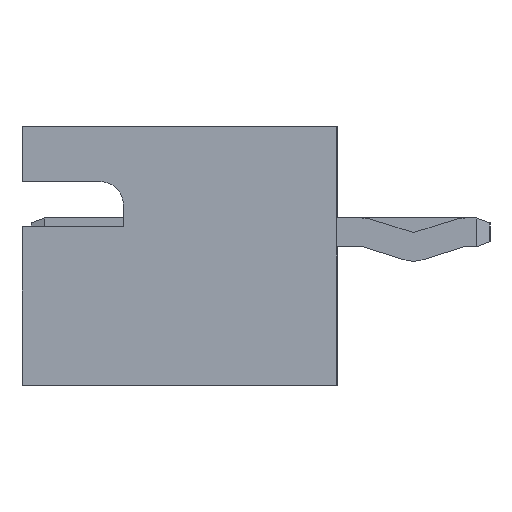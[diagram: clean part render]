
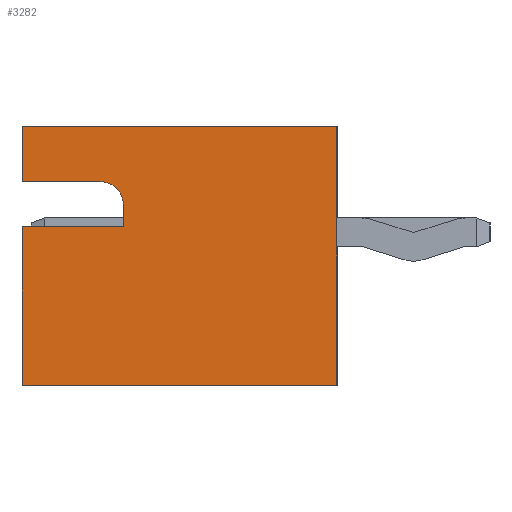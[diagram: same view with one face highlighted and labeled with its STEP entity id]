
A CAD part, left-side view. The second image highlights one B-rep face of the part: STEP entity #3282.
In plain terms, the highlighted face is planar.
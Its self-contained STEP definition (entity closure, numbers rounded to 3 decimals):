
#64 = CARTESIAN_POINT ( 'NONE',  ( 7.45, 7., -0.125 ) ) ;
#124 = EDGE_CURVE ( 'NONE', #3587, #504, #1795, .T. ) ;
#131 = CARTESIAN_POINT ( 'NONE',  ( 7.45, 7., 3.4 ) ) ;
#237 = DIRECTION ( 'NONE',  ( 0., -1., 0. ) ) ;
#297 = VECTOR ( 'NONE', #1160, 1000. ) ;
#455 = CARTESIAN_POINT ( 'NONE',  ( 7.45, 4.75, -0.125 ) ) ;
#504 = VERTEX_POINT ( 'NONE', #3593 ) ;
#571 = EDGE_LOOP ( 'NONE', ( #2393, #3636, #2873, #4495, #4471, #2083, #1046, #1993, #3786 ) ) ;
#685 = CARTESIAN_POINT ( 'NONE',  ( 7.45, 7., -0.125 ) ) ;
#695 = CARTESIAN_POINT ( 'NONE',  ( 7.45, 7., -2.35 ) ) ;
#738 = FACE_OUTER_BOUND ( 'NONE', #571, .T. ) ;
#762 = EDGE_CURVE ( 'NONE', #3532, #2787, #3074, .T. ) ;
#798 = VECTOR ( 'NONE', #237, 1000. ) ;
#834 = VERTEX_POINT ( 'NONE', #1223 ) ;
#981 = VERTEX_POINT ( 'NONE', #64 ) ;
#1000 = CARTESIAN_POINT ( 'NONE',  ( 7.45, 5.25, -1.125 ) ) ;
#1046 = ORIENTED_EDGE ( 'NONE', *, *, #124, .F. ) ;
#1160 = DIRECTION ( 'NONE',  ( 0., 0., 1. ) ) ;
#1223 = CARTESIAN_POINT ( 'NONE',  ( 7.45, 7., -1.125 ) ) ;
#1503 = DIRECTION ( 'NONE',  ( 0., 0., -1. ) ) ;
#1529 = DIRECTION ( 'NONE',  ( 1., 0., 0. ) ) ;
#1544 = CARTESIAN_POINT ( 'NONE',  ( 7.45, 4.75, -0.625 ) ) ;
#1559 = AXIS2_PLACEMENT_3D ( 'NONE', #2262, #3039, #2655 ) ;
#1586 = VERTEX_POINT ( 'NONE', #455 ) ;
#1622 = EDGE_CURVE ( 'NONE', #3144, #504, #2034, .T. ) ;
#1659 = VECTOR ( 'NONE', #4610, 1000. ) ;
#1662 = DIRECTION ( 'NONE',  ( 0., -1., 0. ) ) ;
#1747 = EDGE_CURVE ( 'NONE', #981, #3144, #1877, .T. ) ;
#1795 = LINE ( 'NONE', #4111, #3811 ) ;
#1877 = LINE ( 'NONE', #3400, #297 ) ;
#1993 = ORIENTED_EDGE ( 'NONE', *, *, #3834, .F. ) ;
#2034 = LINE ( 'NONE', #131, #2369 ) ;
#2083 = ORIENTED_EDGE ( 'NONE', *, *, #1622, .T. ) ;
#2133 = LINE ( 'NONE', #2529, #2229 ) ;
#2229 = VECTOR ( 'NONE', #2856, 1000. ) ;
#2256 = PLANE ( 'NONE',  #3976 ) ;
#2262 = CARTESIAN_POINT ( 'NONE',  ( 7.45, 5.25, -0.625 ) ) ;
#2369 = VECTOR ( 'NONE', #1662, 1000. ) ;
#2393 = ORIENTED_EDGE ( 'NONE', *, *, #3045, .T. ) ;
#2498 = CARTESIAN_POINT ( 'NONE',  ( 7.45, 7., 3.4 ) ) ;
#2529 = CARTESIAN_POINT ( 'NONE',  ( 7.45, 7., 0. ) ) ;
#2655 = DIRECTION ( 'NONE',  ( 0., 0., 1. ) ) ;
#2787 = VERTEX_POINT ( 'NONE', #1544 ) ;
#2818 = EDGE_CURVE ( 'NONE', #2787, #1586, #3473, .T. ) ;
#2856 = DIRECTION ( 'NONE',  ( 0., 0., 1. ) ) ;
#2873 = ORIENTED_EDGE ( 'NONE', *, *, #2818, .T. ) ;
#2901 = DIRECTION ( 'NONE',  ( 0., -1., 0. ) ) ;
#2964 = LINE ( 'NONE', #695, #3279 ) ;
#2998 = LINE ( 'NONE', #685, #3680 ) ;
#3039 = DIRECTION ( 'NONE',  ( -1., 0., 0. ) ) ;
#3043 = EDGE_CURVE ( 'NONE', #4106, #834, #2133, .T. ) ;
#3045 = EDGE_CURVE ( 'NONE', #834, #3532, #4372, .T. ) ;
#3074 = CIRCLE ( 'NONE', #1559, 0.5 ) ;
#3094 = CARTESIAN_POINT ( 'NONE',  ( 7.45, 4.75, -0.625 ) ) ;
#3144 = VERTEX_POINT ( 'NONE', #2498 ) ;
#3279 = VECTOR ( 'NONE', #2901, 1000. ) ;
#3282 = ADVANCED_FACE ( 'NONE', ( #738 ), #2256, .T. ) ;
#3400 = CARTESIAN_POINT ( 'NONE',  ( 7.45, 7., 0. ) ) ;
#3473 = LINE ( 'NONE', #3094, #1659 ) ;
#3517 = CARTESIAN_POINT ( 'NONE',  ( 7.45, 7., -2.35 ) ) ;
#3532 = VERTEX_POINT ( 'NONE', #1000 ) ;
#3587 = VERTEX_POINT ( 'NONE', #4148 ) ;
#3590 = EDGE_CURVE ( 'NONE', #1586, #981, #2998, .T. ) ;
#3593 = CARTESIAN_POINT ( 'NONE',  ( 7.45, 0., 3.4 ) ) ;
#3636 = ORIENTED_EDGE ( 'NONE', *, *, #762, .T. ) ;
#3644 = DIRECTION ( 'NONE',  ( 0., 0., 1. ) ) ;
#3680 = VECTOR ( 'NONE', #3780, 1000. ) ;
#3780 = DIRECTION ( 'NONE',  ( 0., 1., 0. ) ) ;
#3786 = ORIENTED_EDGE ( 'NONE', *, *, #3043, .T. ) ;
#3811 = VECTOR ( 'NONE', #3644, 1000. ) ;
#3834 = EDGE_CURVE ( 'NONE', #4106, #3587, #2964, .T. ) ;
#3976 = AXIS2_PLACEMENT_3D ( 'NONE', #4921, #1529, #1503 ) ;
#4004 = CARTESIAN_POINT ( 'NONE',  ( 7.45, 7., -1.125 ) ) ;
#4106 = VERTEX_POINT ( 'NONE', #3517 ) ;
#4111 = CARTESIAN_POINT ( 'NONE',  ( 7.45, 0., 0. ) ) ;
#4148 = CARTESIAN_POINT ( 'NONE',  ( 7.45, 0., -2.35 ) ) ;
#4372 = LINE ( 'NONE', #4004, #798 ) ;
#4471 = ORIENTED_EDGE ( 'NONE', *, *, #1747, .T. ) ;
#4495 = ORIENTED_EDGE ( 'NONE', *, *, #3590, .T. ) ;
#4610 = DIRECTION ( 'NONE',  ( 0., 0., 1. ) ) ;
#4921 = CARTESIAN_POINT ( 'NONE',  ( 7.45, 7., 0. ) ) ;
